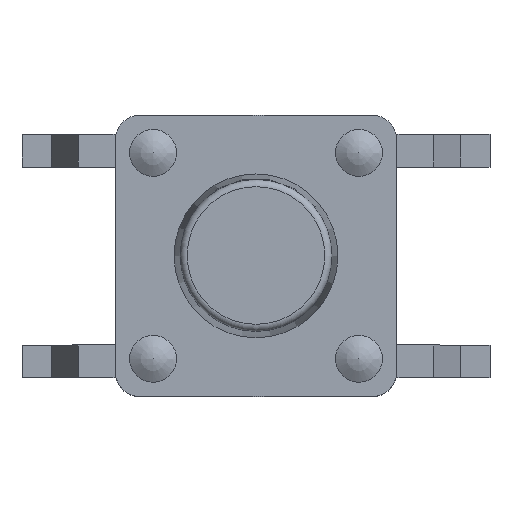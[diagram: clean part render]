
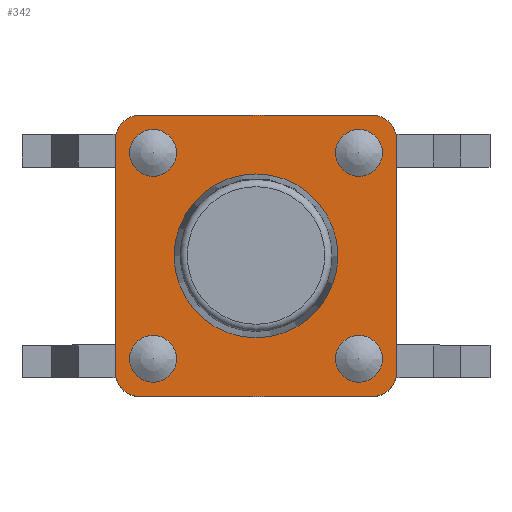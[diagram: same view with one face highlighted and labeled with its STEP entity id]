
A CAD part, top view. The second image highlights one B-rep face of the part: STEP entity #342.
In plain terms, the highlighted planar face has unit normal (0, 0, 1).
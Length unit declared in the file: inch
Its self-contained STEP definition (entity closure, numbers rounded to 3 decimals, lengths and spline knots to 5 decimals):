
#212=CARTESIAN_POINT('',(0.12992,0.12992,0.12677));
#213=DIRECTION('',(0.0,0.0,1.0));
#214=DIRECTION('',(1.0,0.0,0.0));
#215=AXIS2_PLACEMENT_3D('',#212,#213,#214);
#216=PLANE('',#215);
#217=CARTESIAN_POINT('',(0.09843,0.11811,0.12677));
#218=VERTEX_POINT('',#217);
#219=CARTESIAN_POINT('',(0.11811,0.09843,0.12677));
#220=VERTEX_POINT('',#219);
#221=CARTESIAN_POINT('',(0.09843,0.09843,0.12677));
#222=DIRECTION('',(0.0,0.0,-1.0));
#223=DIRECTION('',(0.707,0.707,0.0));
#224=AXIS2_PLACEMENT_3D('',#221,#222,#223);
#225=CIRCLE('',#224,0.01969);
#226=EDGE_CURVE('',#218,#220,#225,.T.);
#227=ORIENTED_EDGE('',*,*,#226,.F.);
#228=CARTESIAN_POINT('',(-0.09843,0.11811,0.12677));
#229=VERTEX_POINT('',#228);
#230=CARTESIAN_POINT('',(-0.09843,0.11811,0.12677));
#231=DIRECTION('',(1.0,0.0,0.0));
#232=VECTOR('',#231,0.19685);
#233=LINE('',#230,#232);
#234=EDGE_CURVE('',#229,#218,#233,.T.);
#235=ORIENTED_EDGE('',*,*,#234,.F.);
#236=CARTESIAN_POINT('',(-0.11811,0.09843,0.12677));
#237=VERTEX_POINT('',#236);
#238=CARTESIAN_POINT('',(-0.09843,0.09843,0.12677));
#239=DIRECTION('',(0.0,0.0,-1.0));
#240=DIRECTION('',(-0.707,0.707,0.0));
#241=AXIS2_PLACEMENT_3D('',#238,#239,#240);
#242=CIRCLE('',#241,0.01969);
#243=EDGE_CURVE('',#237,#229,#242,.T.);
#244=ORIENTED_EDGE('',*,*,#243,.F.);
#245=CARTESIAN_POINT('',(-0.11811,-0.09843,0.12677));
#246=VERTEX_POINT('',#245);
#247=CARTESIAN_POINT('',(-0.11811,-0.09843,0.12677));
#248=DIRECTION('',(0.0,1.0,0.0));
#249=VECTOR('',#248,0.19685);
#250=LINE('',#247,#249);
#251=EDGE_CURVE('',#246,#237,#250,.T.);
#252=ORIENTED_EDGE('',*,*,#251,.F.);
#253=CARTESIAN_POINT('',(-0.09843,-0.11811,0.12677));
#254=VERTEX_POINT('',#253);
#255=CARTESIAN_POINT('',(-0.09843,-0.09843,0.12677));
#256=DIRECTION('',(0.0,0.0,-1.0));
#257=DIRECTION('',(-0.707,-0.707,0.0));
#258=AXIS2_PLACEMENT_3D('',#255,#256,#257);
#259=CIRCLE('',#258,0.01969);
#260=EDGE_CURVE('',#254,#246,#259,.T.);
#261=ORIENTED_EDGE('',*,*,#260,.F.);
#262=CARTESIAN_POINT('',(0.09843,-0.11811,0.12677));
#263=VERTEX_POINT('',#262);
#264=CARTESIAN_POINT('',(0.09843,-0.11811,0.12677));
#265=DIRECTION('',(-1.0,0.0,0.0));
#266=VECTOR('',#265,0.19685);
#267=LINE('',#264,#266);
#268=EDGE_CURVE('',#263,#254,#267,.T.);
#269=ORIENTED_EDGE('',*,*,#268,.F.);
#270=CARTESIAN_POINT('',(0.11811,-0.09843,0.12677));
#271=VERTEX_POINT('',#270);
#272=CARTESIAN_POINT('',(0.09843,-0.09843,0.12677));
#273=DIRECTION('',(0.0,0.0,-1.0));
#274=DIRECTION('',(0.707,-0.707,0.0));
#275=AXIS2_PLACEMENT_3D('',#272,#273,#274);
#276=CIRCLE('',#275,0.01969);
#277=EDGE_CURVE('',#271,#263,#276,.T.);
#278=ORIENTED_EDGE('',*,*,#277,.F.);
#279=CARTESIAN_POINT('',(0.11811,0.09843,0.12677));
#280=DIRECTION('',(0.0,-1.0,0.0));
#281=VECTOR('',#280,0.19685);
#282=LINE('',#279,#281);
#283=EDGE_CURVE('',#220,#271,#282,.T.);
#284=ORIENTED_EDGE('',*,*,#283,.F.);
#285=EDGE_LOOP('',(#227,#235,#244,#252,#261,#269,#278,#284));
#286=FACE_OUTER_BOUND('',#285,.T.);
#287=CARTESIAN_POINT('',(-0.06693,-0.08661,0.12677));
#288=VERTEX_POINT('',#287);
#289=CARTESIAN_POINT('',(-0.08661,-0.08661,0.12677));
#290=DIRECTION('',(0.0,0.0,-1.0));
#291=DIRECTION('',(1.0,0.0,0.0));
#292=AXIS2_PLACEMENT_3D('',#289,#290,#291);
#293=CIRCLE('',#292,0.01969);
#294=EDGE_CURVE('',#288,#288,#293,.T.);
#295=ORIENTED_EDGE('',*,*,#294,.T.);
#296=EDGE_LOOP('',(#295));
#297=FACE_BOUND('',#296,.T.);
#298=CARTESIAN_POINT('',(0.06693,-0.08661,0.12677));
#299=VERTEX_POINT('',#298);
#300=CARTESIAN_POINT('',(0.08661,-0.08661,0.12677));
#301=DIRECTION('',(0.0,0.0,1.0));
#302=DIRECTION('',(-1.0,0.0,0.0));
#303=AXIS2_PLACEMENT_3D('',#300,#301,#302);
#304=CIRCLE('',#303,0.01969);
#305=EDGE_CURVE('',#299,#299,#304,.T.);
#306=ORIENTED_EDGE('',*,*,#305,.F.);
#307=EDGE_LOOP('',(#306));
#308=FACE_BOUND('',#307,.T.);
#309=CARTESIAN_POINT('',(-0.06693,0.08661,0.12677));
#310=VERTEX_POINT('',#309);
#311=CARTESIAN_POINT('',(-0.08661,0.08661,0.12677));
#312=DIRECTION('',(0.0,0.0,1.0));
#313=DIRECTION('',(1.0,0.0,0.0));
#314=AXIS2_PLACEMENT_3D('',#311,#312,#313);
#315=CIRCLE('',#314,0.01969);
#316=EDGE_CURVE('',#310,#310,#315,.T.);
#317=ORIENTED_EDGE('',*,*,#316,.F.);
#318=EDGE_LOOP('',(#317));
#319=FACE_BOUND('',#318,.T.);
#320=CARTESIAN_POINT('',(0.06693,0.08661,0.12677));
#321=VERTEX_POINT('',#320);
#322=CARTESIAN_POINT('',(0.08661,0.08661,0.12677));
#323=DIRECTION('',(0.0,0.0,-1.0));
#324=DIRECTION('',(-1.0,0.0,0.0));
#325=AXIS2_PLACEMENT_3D('',#322,#323,#324);
#326=CIRCLE('',#325,0.01969);
#327=EDGE_CURVE('',#321,#321,#326,.T.);
#328=ORIENTED_EDGE('',*,*,#327,.T.);
#329=EDGE_LOOP('',(#328));
#330=FACE_BOUND('',#329,.T.);
#331=CARTESIAN_POINT('',(-0.0689,0.,0.12677));
#332=VERTEX_POINT('',#331);
#333=CARTESIAN_POINT('',(0.0,0.0,0.12677));
#334=DIRECTION('',(0.0,0.0,-1.0));
#335=DIRECTION('',(1.0,0.0,0.0));
#336=AXIS2_PLACEMENT_3D('',#333,#334,#335);
#337=CIRCLE('',#336,0.0689);
#338=EDGE_CURVE('',#332,#332,#337,.T.);
#339=ORIENTED_EDGE('',*,*,#338,.T.);
#340=EDGE_LOOP('',(#339));
#341=FACE_BOUND('',#340,.T.);
#342=ADVANCED_FACE('',(#286,#297,#308,#319,#330,#341),#216,.T.);
